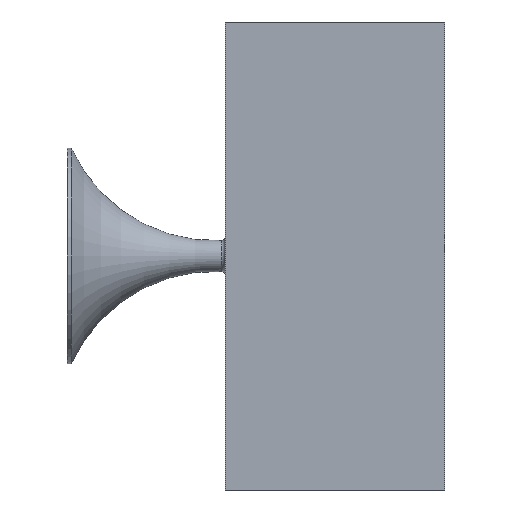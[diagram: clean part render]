
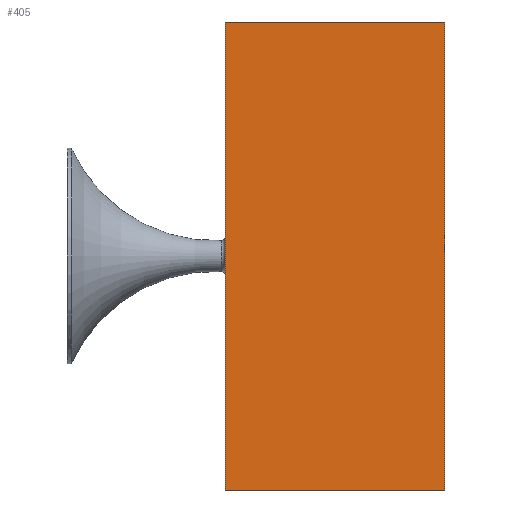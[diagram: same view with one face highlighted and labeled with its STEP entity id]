
A CAD part, front view. The second image highlights one B-rep face of the part: STEP entity #405.
In plain terms, the highlighted planar face has unit normal (0, -1, 0).
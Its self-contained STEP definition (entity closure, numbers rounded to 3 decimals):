
#39=LINE('',#670,#77);
#40=LINE('',#673,#78);
#41=LINE('',#675,#79);
#42=LINE('',#676,#80);
#77=VECTOR('',#553,10.);
#78=VECTOR('',#556,10.);
#79=VECTOR('',#557,10.);
#80=VECTOR('',#558,10.);
#109=PLANE('',#461);
#132=FACE_OUTER_BOUND('',#157,.T.);
#157=EDGE_LOOP('',(#344,#345,#346,#347));
#212=VERTEX_POINT('',#666);
#213=VERTEX_POINT('',#668);
#214=VERTEX_POINT('',#672);
#215=VERTEX_POINT('',#674);
#261=EDGE_CURVE('',#212,#213,#39,.T.);
#262=EDGE_CURVE('',#212,#214,#40,.T.);
#263=EDGE_CURVE('',#215,#213,#41,.T.);
#264=EDGE_CURVE('',#214,#215,#42,.T.);
#344=ORIENTED_EDGE('',*,*,#262,.F.);
#345=ORIENTED_EDGE('',*,*,#261,.T.);
#346=ORIENTED_EDGE('',*,*,#263,.F.);
#347=ORIENTED_EDGE('',*,*,#264,.F.);
#405=ADVANCED_FACE('',(#132),#109,.T.);
#461=AXIS2_PLACEMENT_3D('',#671,#554,#555);
#553=DIRECTION('',(1.,0.,0.));
#554=DIRECTION('center_axis',(0.,-1.,0.));
#555=DIRECTION('ref_axis',(0.,0.,-1.));
#556=DIRECTION('',(0.,0.,1.));
#557=DIRECTION('',(0.,0.,-1.));
#558=DIRECTION('',(1.,0.,0.));
#666=CARTESIAN_POINT('',(0.,-45.658,-96.982));
#668=CARTESIAN_POINT('',(90.915,-45.658,-96.982));
#670=CARTESIAN_POINT('',(0.,-45.658,-96.982));
#671=CARTESIAN_POINT('Origin',(0.,-45.658,96.982));
#672=CARTESIAN_POINT('',(0.,-45.658,96.982));
#673=CARTESIAN_POINT('',(0.,-45.658,-96.982));
#674=CARTESIAN_POINT('',(90.915,-45.658,96.982));
#675=CARTESIAN_POINT('',(90.915,-45.658,-96.982));
#676=CARTESIAN_POINT('',(0.,-45.658,96.982));
